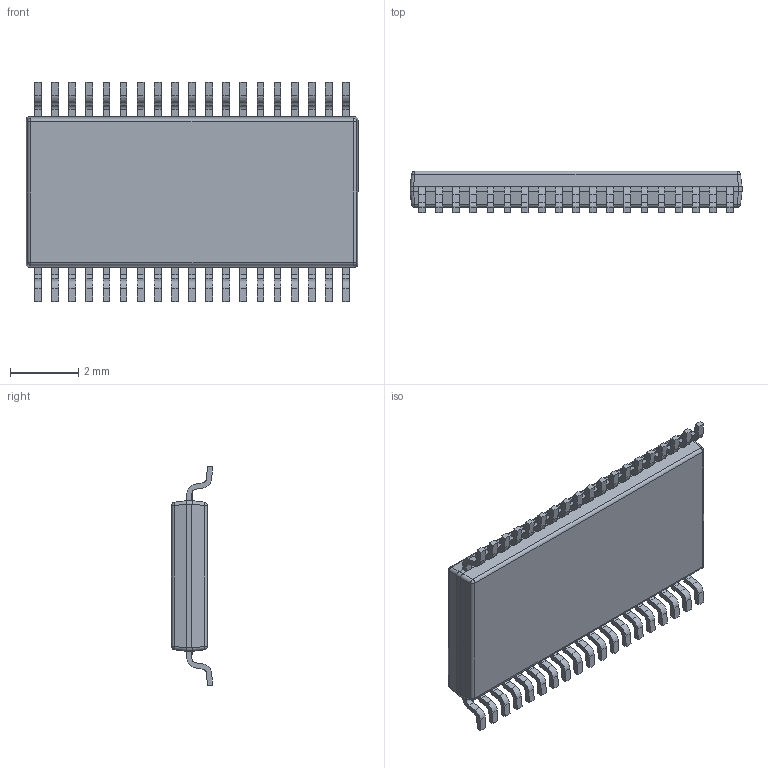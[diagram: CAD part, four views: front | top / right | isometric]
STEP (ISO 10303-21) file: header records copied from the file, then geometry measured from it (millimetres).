
FILE_DESCRIPTION (( 'STEP AP214' ), '1' );
FILE_NAME ('DBT38.STEP', '2020-08-11T09:00:50', ( '' ), ( '' ), 'SwSTEP 2.0', 'SolidWorks 2017', '' );
FILE_SCHEMA (( 'AUTOMOTIVE_DESIGN' ));
Length unit declared in the file: millimetre
Products named in the file (1): DBT38
Bounding box: 9.7 x 1.2 x 6.4 mm (x, y, z)
Volume: 45.6 mm3; surface area: 149 mm2
Topology: 40 solids, 40 shells, 581 faces, 1484 edges, 976 vertices
Faces by surface type: plane 397, cylinder 176, sphere 8
Entity records: 17819 total; most frequent: CARTESIAN_POINT 3106, DIRECTION 2952, ORIENTED_EDGE 2952, EDGE_CURVE 1476, VECTOR 1116, LINE 1116, VERTEX_POINT 976, AXIS2_PLACEMENT_3D 918
